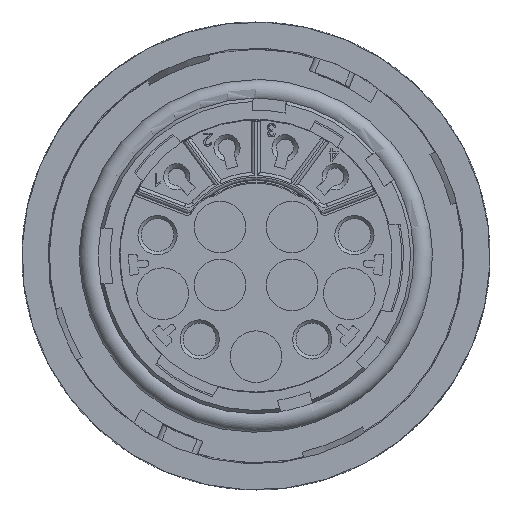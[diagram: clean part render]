
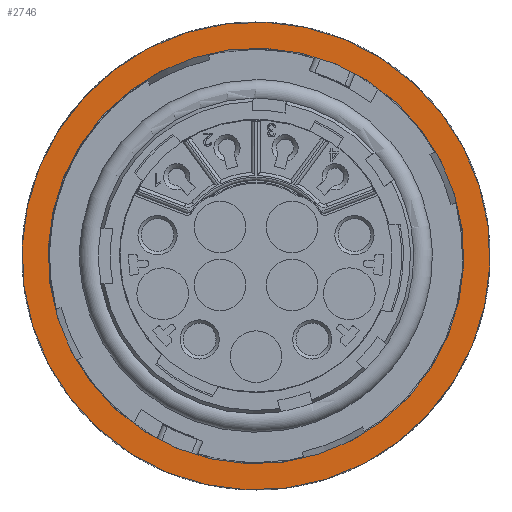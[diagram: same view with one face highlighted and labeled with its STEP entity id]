
A CAD part, left-side view. The second image highlights one B-rep face of the part: STEP entity #2746.
In plain terms, the highlighted planar face has unit normal (-1, 0, 0).
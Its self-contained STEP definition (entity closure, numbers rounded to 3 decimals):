
#967=FACE_BOUND('',#5480,.T.);
#968=FACE_BOUND('',#5481,.T.);
#1655=PLANE('',#22703);
#2746=ADVANCED_FACE('',(#967,#968),#1655,.T.);
#5480=EDGE_LOOP('',(#11709));
#5481=EDGE_LOOP('',(#11710));
#6369=CIRCLE('',#22700,19.1);
#6370=CIRCLE('',#22702,21.5);
#11709=ORIENTED_EDGE('',*,*,#17345,.T.);
#11710=ORIENTED_EDGE('',*,*,#17346,.F.);
#14414=VERTEX_POINT('',#37931);
#14415=VERTEX_POINT('',#37934);
#17345=EDGE_CURVE('',#14414,#14414,#6369,.T.);
#17346=EDGE_CURVE('',#14415,#14415,#6370,.T.);
#22700=AXIS2_PLACEMENT_3D('',#37930,#27551,#27552);
#22702=AXIS2_PLACEMENT_3D('',#37933,#27555,#27556);
#22703=AXIS2_PLACEMENT_3D('',#37935,#27557,#27558);
#27551=DIRECTION('',(1.,0.,0.));
#27552=DIRECTION('',(0.,0.924,0.382));
#27555=DIRECTION('',(1.,0.,0.));
#27556=DIRECTION('',(0.,0.924,0.382));
#27557=DIRECTION('',(-1.,0.,0.));
#27558=DIRECTION('',(0.,0.924,0.382));
#37930=CARTESIAN_POINT('',(-54.759,7.674,0.));
#37931=CARTESIAN_POINT('',(-54.759,25.327,7.293));
#37933=CARTESIAN_POINT('',(-54.759,7.674,0.));
#37934=CARTESIAN_POINT('',(-54.759,27.545,8.21));
#37935=CARTESIAN_POINT('',(-54.759,-23.122,12.603));
